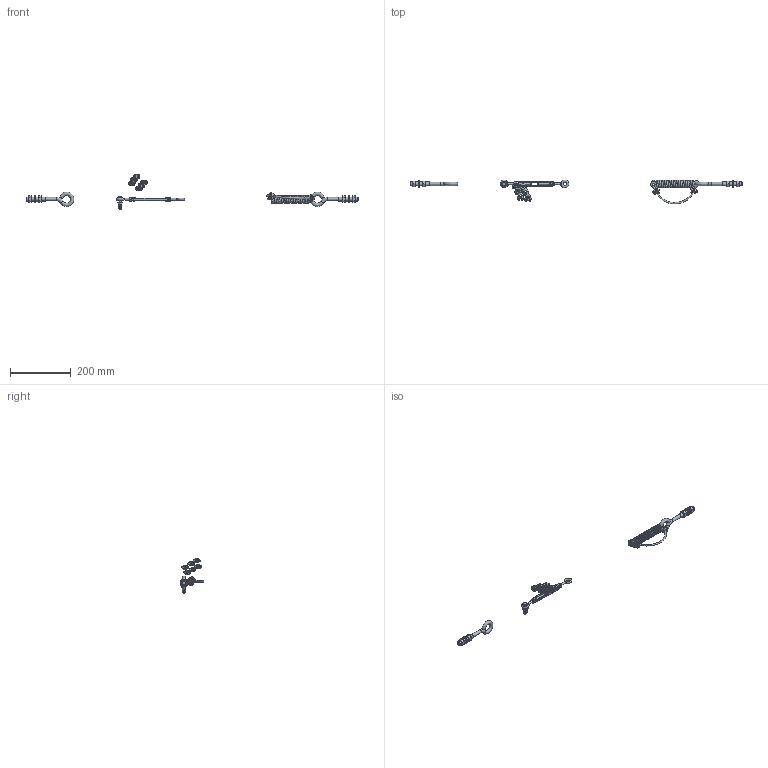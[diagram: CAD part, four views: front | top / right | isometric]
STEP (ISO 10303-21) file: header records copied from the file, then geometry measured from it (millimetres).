
FILE_DESCRIPTION(/* description */ ('Model RSB-20 hardware kit.'),/* implementation_level */ '2;1');
FILE_NAME(/* name */ 'RSB-20.stp',/* time_stamp */ '2016-05-13T11:52:30-04:00',/* author */ ('GL'),/* organization */ ('Conveyor Components Company'),/* preprocessor_version */ 'ST-DEVELOPER v16.1',/* originating_system */ 'Autodesk Inventor 2016',/* authorisation */ 'GL');
FILE_SCHEMA (('AUTOMOTIVE_DESIGN { 1 0 10303 214 3 1 1 }'));
Length unit declared in the file: inch
Products named in the file (24): TBODY; left eye; right eye; 20171080; 20201097; 22014001; 20203061; 20171081; 20171083; clip saddle; clip u; clip nut; RS-28; 20066546 RSB-20 ONLY; 20066546 RSB-20 ONLY_1; 20066546 RSB-20 DWG ONLY; 20176539; 22013502; 22014401; RS-27; RS-25  RSB-20 12 WIRE; RS-25  RSB-20 12 JACKET; RS-25 RSB-20 12; RSB-20
Assembly tree (35 placements, depth 4):
  RSB-20
    20171080
      TBODY
      left eye
      right eye
    20201097
    22014001  x2
    20203061  x2
    20171081
    20171083
    RS-28  x8
      clip saddle
      clip u
      clip nut
    20066546 RSB-20 DWG ONLY
      20066546 RSB-20 ONLY_1
        20066546 RSB-20 ONLY
    RS-27  x2
      20176539
      22013502
      22014401
    RS-25 RSB-20 12
      RS-25  RSB-20 12 WIRE
      RS-25  RSB-20 12 JACKET
Bounding box: 1089.15 x 78.51 x 114.64 mm (x, y, z)
Volume: 119347.4 mm3; surface area: 82153.7 mm2
Topology: 53 solids, 53 shells, 845 faces, 2087 edges, 1328 vertices
Faces by surface type: plane 424, cone 198, cylinder 151, torus 38, bspline 28, sphere 6
Full cylindrical faces by diameter (mm): 3.962 x16, 4.826 x16, 4.978 x4, 6.35 x21, 7.925 x2, 9.446 x1, 10.001 x1, 10.592 x4, 11.112 x2, 12.7 x2, 18.644 x2
Entity records: 13728 total; most frequent: CARTESIAN_POINT 7120, DIRECTION 1300, ORIENTED_EDGE 1254, EDGE_CURVE 627, AXIS2_PLACEMENT_3D 564, VERTEX_POINT 421, EDGE_LOOP 372, ADVANCED_FACE 295
